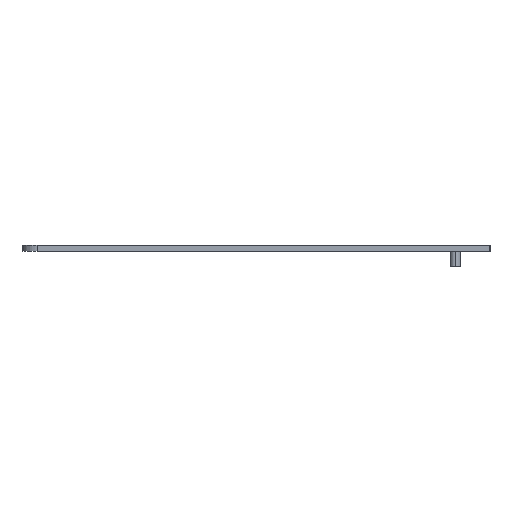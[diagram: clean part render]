
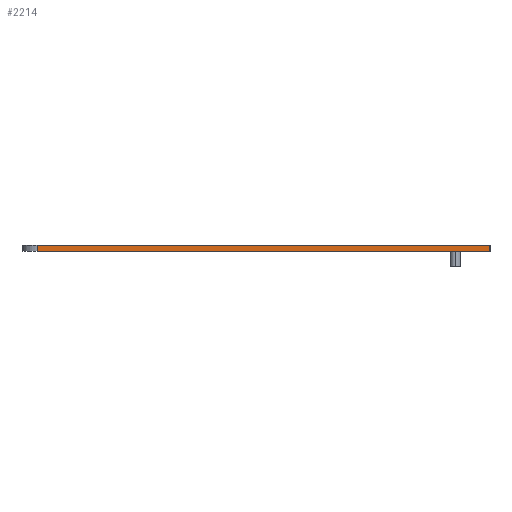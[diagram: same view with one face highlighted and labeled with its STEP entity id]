
A CAD part, left-side view. The second image highlights one B-rep face of the part: STEP entity #2214.
In plain terms, the highlighted planar face has unit normal (-1, 0, 0).
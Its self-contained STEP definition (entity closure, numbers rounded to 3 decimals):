
#760=DIRECTION('',(0.,1.,0.));
#761=VECTOR('',#760,149.5);
#762=CARTESIAN_POINT('',(-186.,48.,95.));
#763=LINE('',#762,#761);
#767=DIRECTION('',(0.,0.,1.));
#768=VECTOR('',#767,2.);
#769=CARTESIAN_POINT('',(-186.,48.,93.));
#770=LINE('',#769,#768);
#774=DIRECTION('',(0.,-1.,0.));
#775=VECTOR('',#774,149.5);
#776=CARTESIAN_POINT('',(-186.,197.5,93.));
#777=LINE('',#776,#775);
#788=DIRECTION('',(0.,0.,1.));
#789=VECTOR('',#788,2.);
#790=CARTESIAN_POINT('',(-186.,197.5,93.));
#791=LINE('',#790,#789);
#1495=CARTESIAN_POINT('',(-186.,48.,95.));
#1496=CARTESIAN_POINT('',(-186.,197.5,95.));
#1497=VERTEX_POINT('',#1495);
#1498=VERTEX_POINT('',#1496);
#1503=CARTESIAN_POINT('',(-186.,197.5,93.));
#1504=VERTEX_POINT('',#1503);
#1505=CARTESIAN_POINT('',(-186.,48.,93.));
#1506=VERTEX_POINT('',#1505);
#2202=CARTESIAN_POINT('',(-186.,126.,93.));
#2203=DIRECTION('',(-1.,0.,0.));
#2204=DIRECTION('',(0.,0.,1.));
#2205=AXIS2_PLACEMENT_3D('',#2202,#2203,#2204);
#2206=PLANE('',#2205);
#2207=ORIENTED_EDGE('',*,*,#1964,.F.);
#2208=ORIENTED_EDGE('',*,*,#2188,.F.);
#2209=ORIENTED_EDGE('',*,*,#1771,.F.);
#2211=ORIENTED_EDGE('',*,*,#2210,.T.);
#2212=EDGE_LOOP('',(#2207,#2208,#2209,#2211));
#2213=FACE_OUTER_BOUND('',#2212,.F.);
#1771=EDGE_CURVE('',#1504,#1506,#777,.T.);
#1964=EDGE_CURVE('',#1497,#1498,#763,.T.);
#2188=EDGE_CURVE('',#1506,#1497,#770,.T.);
#2210=EDGE_CURVE('',#1504,#1498,#791,.T.);
#2214=ADVANCED_FACE('',(#2213),#2206,.T.);
